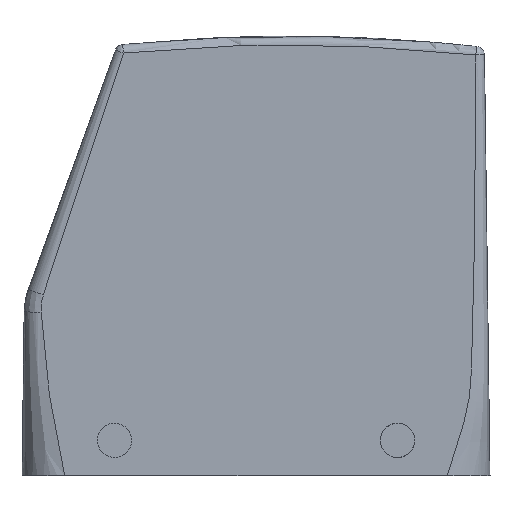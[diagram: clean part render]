
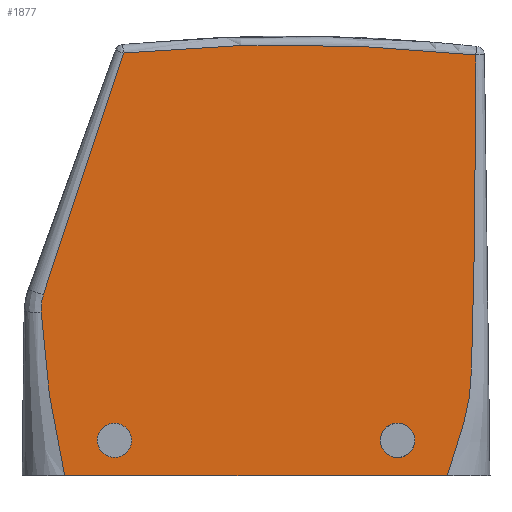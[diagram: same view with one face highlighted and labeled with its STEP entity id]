
A CAD part, left-side view. The second image highlights one B-rep face of the part: STEP entity #1877.
In plain terms, the highlighted planar face has unit normal (-1, 0, 0).
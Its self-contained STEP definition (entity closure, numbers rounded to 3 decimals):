
#1778=AXIS2_PLACEMENT_3D('Plane Axis2P3D',#1775,#1776,#1777) ;
#1830=AXIS2_PLACEMENT_3D('Circle Axis2P3D',#1828,#1829,$) ;
#1843=AXIS2_PLACEMENT_3D('Circle Axis2P3D',#1841,#1842,$) ;
#1852=AXIS2_PLACEMENT_3D('Circle Axis2P3D',#1850,#1851,$) ;
#1861=AXIS2_PLACEMENT_3D('Circle Axis2P3D',#1859,#1860,$) ;
#1870=AXIS2_PLACEMENT_3D('Circle Axis2P3D',#1868,#1869,$) ;
#682=CARTESIAN_POINT('Vertex',(7.5,7.47,0.)) ;
#687=CARTESIAN_POINT('Line Origine',(7.5,40.994,0.)) ;
#691=CARTESIAN_POINT('Vertex',(7.5,74.519,0.)) ;
#1695=CARTESIAN_POINT('Vertex',(7.5,2.477,73.723)) ;
#1699=CARTESIAN_POINT('Control Point',(7.5,2.477,73.723)) ;
#1700=CARTESIAN_POINT('Control Point',(7.5,2.471,72.032)) ;
#1701=CARTESIAN_POINT('Control Point',(7.5,2.467,70.344)) ;
#1702=CARTESIAN_POINT('Control Point',(7.5,2.466,68.654)) ;
#1703=CARTESIAN_POINT('Control Point',(7.5,2.471,61.404)) ;
#1704=CARTESIAN_POINT('Control Point',(7.5,2.525,54.153)) ;
#1705=CARTESIAN_POINT('Control Point',(7.5,2.596,48.603)) ;
#1706=CARTESIAN_POINT('Control Point',(7.5,2.712,40.95)) ;
#1707=CARTESIAN_POINT('Control Point',(7.5,2.86,33.297)) ;
#1708=CARTESIAN_POINT('Control Point',(7.5,2.904,31.195)) ;
#1709=CARTESIAN_POINT('Control Point',(7.5,2.974,28.04)) ;
#1710=CARTESIAN_POINT('Control Point',(7.5,3.055,24.886)) ;
#1711=CARTESIAN_POINT('Control Point',(7.5,3.083,23.835)) ;
#1712=CARTESIAN_POINT('Control Point',(7.5,3.128,22.258)) ;
#1713=CARTESIAN_POINT('Control Point',(7.5,3.177,20.681)) ;
#1714=CARTESIAN_POINT('Control Point',(7.5,3.194,20.155)) ;
#1715=CARTESIAN_POINT('Control Point',(7.5,3.219,19.372)) ;
#1716=CARTESIAN_POINT('Control Point',(7.5,3.246,18.588)) ;
#1717=CARTESIAN_POINT('Control Point',(7.5,3.256,18.305)) ;
#1718=CARTESIAN_POINT('Control Point',(7.5,3.276,17.784)) ;
#1719=CARTESIAN_POINT('Control Point',(7.5,3.299,17.264)) ;
#1720=CARTESIAN_POINT('Control Point',(7.5,3.312,17.001)) ;
#1721=CARTESIAN_POINT('Control Point',(7.5,3.38,15.801)) ;
#1722=CARTESIAN_POINT('Control Point',(7.5,3.491,14.602)) ;
#1723=CARTESIAN_POINT('Control Point',(7.5,3.614,13.668)) ;
#1724=CARTESIAN_POINT('Control Point',(7.5,3.985,11.519)) ;
#1725=CARTESIAN_POINT('Control Point',(7.5,4.529,9.392)) ;
#1726=CARTESIAN_POINT('Control Point',(7.5,4.884,8.19)) ;
#1727=CARTESIAN_POINT('Control Point',(7.5,5.627,5.837)) ;
#1728=CARTESIAN_POINT('Control Point',(7.5,6.398,3.489)) ;
#1729=CARTESIAN_POINT('Control Point',(7.5,6.771,2.329)) ;
#1730=CARTESIAN_POINT('Control Point',(7.5,7.125,1.165)) ;
#1731=CARTESIAN_POINT('Control Point',(7.5,7.47,0.)) ;
#1775=CARTESIAN_POINT('Axis2P3D Location',(7.5,-25.327,-35.689)) ;
#1781=CARTESIAN_POINT('Control Point',(7.5,64.215,74.067)) ;
#1782=CARTESIAN_POINT('Control Point',(7.5,64.362,73.642)) ;
#1783=CARTESIAN_POINT('Control Point',(7.5,64.509,73.218)) ;
#1784=CARTESIAN_POINT('Control Point',(7.5,64.656,72.795)) ;
#1785=CARTESIAN_POINT('Control Point',(7.5,65.242,71.1)) ;
#1786=CARTESIAN_POINT('Control Point',(7.5,65.826,69.405)) ;
#1787=CARTESIAN_POINT('Control Point',(7.5,66.262,68.133)) ;
#1788=CARTESIAN_POINT('Control Point',(7.5,68.432,61.784)) ;
#1789=CARTESIAN_POINT('Control Point',(7.5,70.563,55.426)) ;
#1790=CARTESIAN_POINT('Control Point',(7.5,72.238,50.345)) ;
#1791=CARTESIAN_POINT('Control Point',(7.5,74.462,43.562)) ;
#1792=CARTESIAN_POINT('Control Point',(7.5,76.649,36.769)) ;
#1793=CARTESIAN_POINT('Control Point',(7.5,77.186,35.09)) ;
#1794=CARTESIAN_POINT('Control Point',(7.5,77.726,33.388)) ;
#1795=CARTESIAN_POINT('Control Point',(7.5,78.261,31.686)) ;
#1796=CARTESIAN_POINT('Vertex',(7.5,78.261,31.686)) ;
#1798=CARTESIAN_POINT('Vertex',(7.5,64.215,74.067)) ;
#1802=CARTESIAN_POINT('Control Point',(7.5,78.261,31.686)) ;
#1803=CARTESIAN_POINT('Control Point',(7.5,78.437,31.098)) ;
#1804=CARTESIAN_POINT('Control Point',(7.5,78.564,30.494)) ;
#1805=CARTESIAN_POINT('Control Point',(7.5,78.638,29.883)) ;
#1806=CARTESIAN_POINT('Control Point',(7.5,78.658,29.268)) ;
#1807=CARTESIAN_POINT('Control Point',(7.5,78.625,28.661)) ;
#1808=CARTESIAN_POINT('Vertex',(7.5,78.625,28.661)) ;
#1812=CARTESIAN_POINT('Control Point',(7.5,78.625,28.661)) ;
#1813=CARTESIAN_POINT('Control Point',(7.5,78.536,26.318)) ;
#1814=CARTESIAN_POINT('Control Point',(7.5,78.434,23.974)) ;
#1815=CARTESIAN_POINT('Control Point',(7.5,78.247,21.625)) ;
#1816=CARTESIAN_POINT('Control Point',(7.5,77.766,17.508)) ;
#1817=CARTESIAN_POINT('Control Point',(7.5,77.08,13.412)) ;
#1818=CARTESIAN_POINT('Control Point',(7.5,76.754,11.643)) ;
#1819=CARTESIAN_POINT('Control Point',(7.5,76.197,8.758)) ;
#1820=CARTESIAN_POINT('Control Point',(7.5,75.63,5.874)) ;
#1821=CARTESIAN_POINT('Control Point',(7.5,75.412,4.755)) ;
#1822=CARTESIAN_POINT('Control Point',(7.5,75.102,3.144)) ;
#1823=CARTESIAN_POINT('Control Point',(7.5,74.8,1.531)) ;
#1824=CARTESIAN_POINT('Control Point',(7.5,74.699,0.984)) ;
#1825=CARTESIAN_POINT('Control Point',(7.5,74.608,0.492)) ;
#1826=CARTESIAN_POINT('Control Point',(7.5,74.519,0.)) ;
#1828=CARTESIAN_POINT('Axis2P3D Location',(7.5,35.,-223.)) ;
#1841=CARTESIAN_POINT('Axis2P3D Location',(7.5,65.8,6.2)) ;
#1845=CARTESIAN_POINT('Vertex',(7.5,64.045,5.241)) ;
#1847=CARTESIAN_POINT('Vertex',(7.5,67.555,7.159)) ;
#1850=CARTESIAN_POINT('Axis2P3D Location',(7.5,65.8,6.2)) ;
#1859=CARTESIAN_POINT('Axis2P3D Location',(7.5,16.2,6.2)) ;
#1863=CARTESIAN_POINT('Vertex',(7.5,14.445,7.159)) ;
#1865=CARTESIAN_POINT('Vertex',(7.5,17.955,5.241)) ;
#1868=CARTESIAN_POINT('Axis2P3D Location',(7.5,16.2,6.2)) ;
#688=DIRECTION('Vector Direction',(0.,-1.,0.)) ;
#1776=DIRECTION('Axis2P3D Direction',(-1.,0.,0.)) ;
#1777=DIRECTION('Axis2P3D XDirection',(0.,-0.317,0.949)) ;
#1829=DIRECTION('Axis2P3D Direction',(-1.,0.,0.)) ;
#1842=DIRECTION('Axis2P3D Direction',(-1.,0.,0.)) ;
#1851=DIRECTION('Axis2P3D Direction',(-1.,0.,0.)) ;
#1860=DIRECTION('Axis2P3D Direction',(-1.,0.,0.)) ;
#1869=DIRECTION('Axis2P3D Direction',(-1.,0.,0.)) ;
#689=VECTOR('Line Direction',#688,1.) ;
#1834=ORIENTED_EDGE('',*,*,#1800,.F.) ;
#1835=ORIENTED_EDGE('',*,*,#1810,.F.) ;
#1836=ORIENTED_EDGE('',*,*,#1827,.F.) ;
#1837=ORIENTED_EDGE('',*,*,#693,.T.) ;
#1838=ORIENTED_EDGE('',*,*,#1732,.T.) ;
#1839=ORIENTED_EDGE('',*,*,#1832,.T.) ;
#1856=ORIENTED_EDGE('',*,*,#1849,.F.) ;
#1857=ORIENTED_EDGE('',*,*,#1854,.F.) ;
#1874=ORIENTED_EDGE('',*,*,#1867,.F.) ;
#1875=ORIENTED_EDGE('',*,*,#1872,.F.) ;
#1858=FACE_BOUND('',#1855,.T.) ;
#1876=FACE_BOUND('',#1873,.T.) ;
#1877=ADVANCED_FACE('Hood',(#1840,#1858,#1876),#1779,.T.) ;
#1698=B_SPLINE_CURVE_WITH_KNOTS('',5,(#1699,#1700,#1701,#1702,#1703,#1704,#1705,#1706,#1707,#1708,#1709,#1710,#1711,#1712,#1713,#1714,#1715,#1716,#1717,#1718,#1719,#1720,#1721,#1722,#1723,#1724,#1725,#1726,#1727,#1728,#1729,#1730,#1731),.UNSPECIFIED.,.F.,.U.,(6,3,3,3,3,3,3,3,3,3,6),(37.827,46.32,74.046,84.551,89.804,92.43,93.718,95.032,99.719,105.865,111.847),.UNSPECIFIED.) ;
#1780=B_SPLINE_CURVE_WITH_KNOTS('',5,(#1781,#1782,#1783,#1784,#1785,#1786,#1787,#1788,#1789,#1790,#1791,#1792,#1793,#1794,#1795),.UNSPECIFIED.,.F.,.U.,(6,3,3,3,6),(0.,3.163,12.654,50.533,63.175),.UNSPECIFIED.) ;
#1801=B_SPLINE_CURVE_WITH_KNOTS('',5,(#1802,#1803,#1804,#1805,#1806,#1807),.UNSPECIFIED.,.F.,.U.,(6,6),(0.,4.335),.UNSPECIFIED.) ;
#1811=B_SPLINE_CURVE_WITH_KNOTS('',5,(#1812,#1813,#1814,#1815,#1816,#1817,#1818,#1819,#1820,#1821,#1822,#1823,#1824,#1825,#1826),.UNSPECIFIED.,.F.,.U.,(6,3,3,3,6),(0.,16.656,29.347,37.393,40.922),.UNSPECIFIED.) ;
#1831=CIRCLE('generated circle',#1830,298.5) ;
#1844=CIRCLE('generated circle',#1843,2.) ;
#1853=CIRCLE('generated circle',#1852,2.) ;
#1862=CIRCLE('generated circle',#1861,2.) ;
#1871=CIRCLE('generated circle',#1870,2.) ;
#693=EDGE_CURVE('',#692,#683,#690,.T.) ;
#1732=EDGE_CURVE('',#683,#1696,#1698,.F.) ;
#1800=EDGE_CURVE('',#1797,#1799,#1780,.F.) ;
#1810=EDGE_CURVE('',#1809,#1797,#1801,.F.) ;
#1827=EDGE_CURVE('',#692,#1809,#1811,.F.) ;
#1832=EDGE_CURVE('',#1696,#1799,#1831,.T.) ;
#1849=EDGE_CURVE('',#1846,#1848,#1844,.T.) ;
#1854=EDGE_CURVE('',#1848,#1846,#1853,.T.) ;
#1867=EDGE_CURVE('',#1864,#1866,#1862,.T.) ;
#1872=EDGE_CURVE('',#1866,#1864,#1871,.T.) ;
#1833=EDGE_LOOP('',(#1834,#1835,#1836,#1837,#1838,#1839)) ;
#1855=EDGE_LOOP('',(#1856,#1857)) ;
#1873=EDGE_LOOP('',(#1874,#1875)) ;
#1840=FACE_OUTER_BOUND('',#1833,.T.) ;
#690=LINE('Line',#687,#689) ;
#1779=PLANE('',#1778) ;
#683=VERTEX_POINT('',#682) ;
#692=VERTEX_POINT('',#691) ;
#1696=VERTEX_POINT('',#1695) ;
#1797=VERTEX_POINT('',#1796) ;
#1799=VERTEX_POINT('',#1798) ;
#1809=VERTEX_POINT('',#1808) ;
#1846=VERTEX_POINT('',#1845) ;
#1848=VERTEX_POINT('',#1847) ;
#1864=VERTEX_POINT('',#1863) ;
#1866=VERTEX_POINT('',#1865) ;
